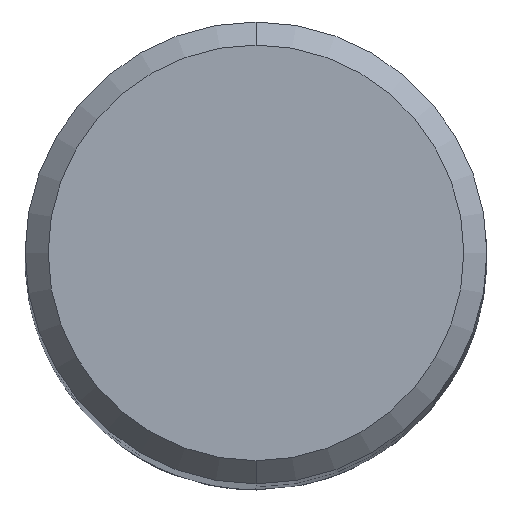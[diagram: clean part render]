
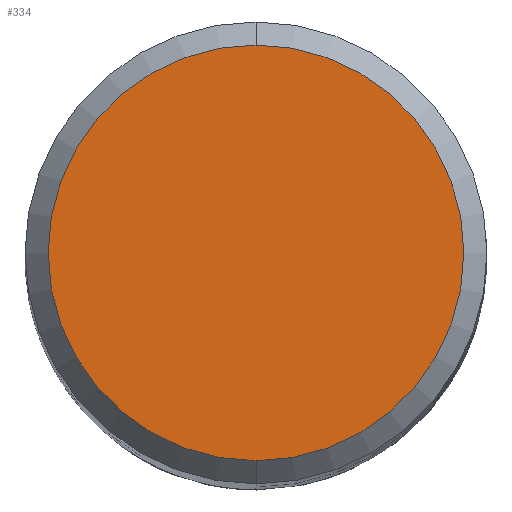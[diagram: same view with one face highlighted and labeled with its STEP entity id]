
A CAD part, top view. The second image highlights one B-rep face of the part: STEP entity #334.
In plain terms, the highlighted planar face has unit normal (0, 0, 1).
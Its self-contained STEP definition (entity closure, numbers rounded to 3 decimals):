
#334=ADVANCED_FACE('',(#835),#836,.T.);
#342=VERTEX_POINT('',#846);
#476=VERTEX_POINT('',#991);
#484=EDGE_CURVE('',#342,#476,#999,.T.);
#508=EDGE_CURVE('',#476,#342,#1025,.T.);
#835=FACE_OUTER_BOUND('',#1606,.T.);
#836=PLANE('',#1607);
#846=CARTESIAN_POINT('',(0.,-5.4,0.0));
#991=CARTESIAN_POINT('',(0.0,5.4,0.0));
#999=CIRCLE('',#3033,5.4);
#1025=CIRCLE('',#3089,5.4);
#1606=EDGE_LOOP('',(#5741,#5742));
#1607=AXIS2_PLACEMENT_3D('',#5743,#5744,#5745);
#3033=AXIS2_PLACEMENT_3D('',#5914,#5915,#5916);
#3089=AXIS2_PLACEMENT_3D('',#5938,#5939,#5940);
#5741=ORIENTED_EDGE('',*,*,#508,.F.);
#5742=ORIENTED_EDGE('',*,*,#484,.F.);
#5743=CARTESIAN_POINT('',(0.0,2.7,0.0));
#5744=DIRECTION('',(-0.0,0.0,1.0));
#5745=DIRECTION('',(0.0,-1.0,0.0));
#5914=CARTESIAN_POINT('',(0.0,0.0,0.0));
#5915=DIRECTION('',(0.0,0.0,-1.0));
#5916=DIRECTION('',(0.0,1.0,0.0));
#5938=CARTESIAN_POINT('',(0.0,0.0,0.0));
#5939=DIRECTION('',(0.0,0.0,-1.0));
#5940=DIRECTION('',(0.0,1.0,0.0));
